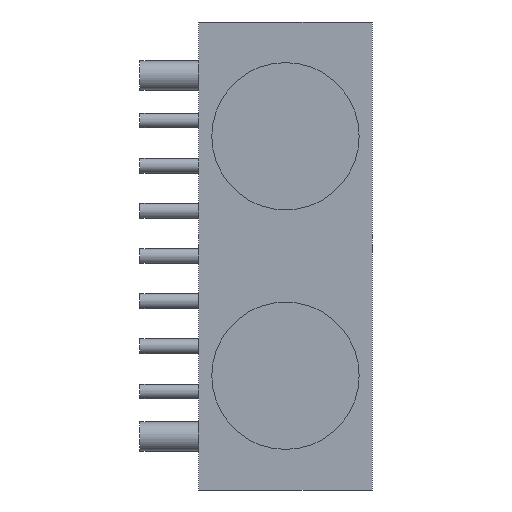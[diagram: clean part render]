
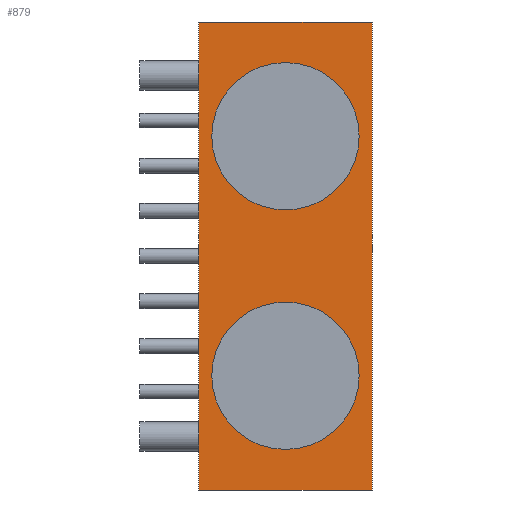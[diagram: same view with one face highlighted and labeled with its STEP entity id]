
A CAD part, front view. The second image highlights one B-rep face of the part: STEP entity #879.
In plain terms, the highlighted planar face has unit normal (0, -1, 0).
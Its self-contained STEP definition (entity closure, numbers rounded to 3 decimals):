
#14 = AXIS2_PLACEMENT_3D ( 'NONE', #474, #928, #193 ) ;
#15 = CIRCLE ( 'NONE', #1111, 3.5 ) ;
#26 = DIRECTION ( 'NONE',  ( 0., 0., 1. ) ) ;
#38 = CIRCLE ( 'NONE', #172, 3.5 ) ;
#57 = EDGE_LOOP ( 'NONE', ( #209, #204, #758, #591 ) ) ;
#63 = FACE_OUTER_BOUND ( 'NONE', #57, .T. ) ;
#67 = ORIENTED_EDGE ( 'NONE', *, *, #719, .F. ) ;
#99 = VECTOR ( 'NONE', #1190, 1000. ) ;
#106 = AXIS2_PLACEMENT_3D ( 'NONE', #688, #556, #26 ) ;
#133 = CARTESIAN_POINT ( 'NONE',  ( -4.7, -13.5, 12.7 ) ) ;
#163 = VERTEX_POINT ( 'NONE', #296 ) ;
#172 = AXIS2_PLACEMENT_3D ( 'NONE', #428, #766, #1392 ) ;
#174 = CARTESIAN_POINT ( 'NONE',  ( 4.7, -13.5, 12.7 ) ) ;
#179 = DIRECTION ( 'NONE',  ( 0., 1., 0. ) ) ;
#193 = DIRECTION ( 'NONE',  ( 0., 0., 1. ) ) ;
#204 = ORIENTED_EDGE ( 'NONE', *, *, #268, .F. ) ;
#209 = ORIENTED_EDGE ( 'NONE', *, *, #825, .T. ) ;
#227 = CARTESIAN_POINT ( 'NONE',  ( 4.7, -13.5, -12.7 ) ) ;
#238 = DIRECTION ( 'NONE',  ( 0., -1., 0. ) ) ;
#249 = CARTESIAN_POINT ( 'NONE',  ( 0., -13.5, -6.5 ) ) ;
#268 = EDGE_CURVE ( 'NONE', #1294, #537, #1078, .T. ) ;
#296 = CARTESIAN_POINT ( 'NONE',  ( 0., -13.5, 10. ) ) ;
#313 = EDGE_LOOP ( 'NONE', ( #1125, #67 ) ) ;
#360 = CARTESIAN_POINT ( 'NONE',  ( -4.7, -13.5, 12.7 ) ) ;
#366 = LINE ( 'NONE', #360, #618 ) ;
#428 = CARTESIAN_POINT ( 'NONE',  ( 0., -13.5, 6.5 ) ) ;
#444 = DIRECTION ( 'NONE',  ( 0., 0., -1. ) ) ;
#464 = CARTESIAN_POINT ( 'NONE',  ( -4.7, -13.5, -12.7 ) ) ;
#474 = CARTESIAN_POINT ( 'NONE',  ( 0., -13.5, 6.5 ) ) ;
#500 = VERTEX_POINT ( 'NONE', #1006 ) ;
#517 = VERTEX_POINT ( 'NONE', #1337 ) ;
#518 = CARTESIAN_POINT ( 'NONE',  ( 4.7, -13.5, -12.7 ) ) ;
#533 = CARTESIAN_POINT ( 'NONE',  ( 4.7, -13.5, 12.7 ) ) ;
#537 = VERTEX_POINT ( 'NONE', #464 ) ;
#556 = DIRECTION ( 'NONE',  ( 0., -1., 0. ) ) ;
#572 = EDGE_CURVE ( 'NONE', #163, #1068, #947, .T. ) ;
#591 = ORIENTED_EDGE ( 'NONE', *, *, #692, .T. ) ;
#608 = DIRECTION ( 'NONE',  ( 0., 0., 1. ) ) ;
#618 = VECTOR ( 'NONE', #1245, 1000. ) ;
#668 = DIRECTION ( 'NONE',  ( 0., 0., 1. ) ) ;
#688 = CARTESIAN_POINT ( 'NONE',  ( 0., -13.5, -6.5 ) ) ;
#692 = EDGE_CURVE ( 'NONE', #517, #1176, #978, .T. ) ;
#719 = EDGE_CURVE ( 'NONE', #1068, #163, #38, .T. ) ;
#758 = ORIENTED_EDGE ( 'NONE', *, *, #1146, .F. ) ;
#766 = DIRECTION ( 'NONE',  ( 0., -1., 0. ) ) ;
#773 = DIRECTION ( 'NONE',  ( -1., 0., 0. ) ) ;
#778 = CARTESIAN_POINT ( 'NONE',  ( 0., -13.5, 3. ) ) ;
#783 = CARTESIAN_POINT ( 'NONE',  ( 4.7, -13.5, 12.7 ) ) ;
#790 = AXIS2_PLACEMENT_3D ( 'NONE', #174, #179, #608 ) ;
#825 = EDGE_CURVE ( 'NONE', #1176, #537, #366, .T. ) ;
#849 = EDGE_CURVE ( 'NONE', #1097, #500, #15, .T. ) ;
#879 = ADVANCED_FACE ( 'NONE', ( #1379, #1371, #63 ), #1046, .F. ) ;
#928 = DIRECTION ( 'NONE',  ( 0., -1., 0. ) ) ;
#947 = CIRCLE ( 'NONE', #14, 3.5 ) ;
#976 = CIRCLE ( 'NONE', #106, 3.5 ) ;
#978 = LINE ( 'NONE', #533, #1181 ) ;
#1006 = CARTESIAN_POINT ( 'NONE',  ( 0., -13.5, -3. ) ) ;
#1046 = PLANE ( 'NONE',  #790 ) ;
#1068 = VERTEX_POINT ( 'NONE', #778 ) ;
#1078 = LINE ( 'NONE', #518, #99 ) ;
#1090 = ORIENTED_EDGE ( 'NONE', *, *, #1286, .F. ) ;
#1097 = VERTEX_POINT ( 'NONE', #1321 ) ;
#1111 = AXIS2_PLACEMENT_3D ( 'NONE', #249, #238, #668 ) ;
#1125 = ORIENTED_EDGE ( 'NONE', *, *, #572, .F. ) ;
#1146 = EDGE_CURVE ( 'NONE', #517, #1294, #1177, .T. ) ;
#1176 = VERTEX_POINT ( 'NONE', #133 ) ;
#1177 = LINE ( 'NONE', #783, #1257 ) ;
#1181 = VECTOR ( 'NONE', #773, 1000. ) ;
#1190 = DIRECTION ( 'NONE',  ( -1., 0., 0. ) ) ;
#1223 = ORIENTED_EDGE ( 'NONE', *, *, #849, .F. ) ;
#1245 = DIRECTION ( 'NONE',  ( 0., 0., -1. ) ) ;
#1257 = VECTOR ( 'NONE', #444, 1000. ) ;
#1286 = EDGE_CURVE ( 'NONE', #500, #1097, #976, .T. ) ;
#1294 = VERTEX_POINT ( 'NONE', #227 ) ;
#1321 = CARTESIAN_POINT ( 'NONE',  ( 0., -13.5, -10. ) ) ;
#1337 = CARTESIAN_POINT ( 'NONE',  ( 4.7, -13.5, 12.7 ) ) ;
#1364 = EDGE_LOOP ( 'NONE', ( #1090, #1223 ) ) ;
#1371 = FACE_BOUND ( 'NONE', #313, .T. ) ;
#1379 = FACE_BOUND ( 'NONE', #1364, .T. ) ;
#1392 = DIRECTION ( 'NONE',  ( 0., 0., 1. ) ) ;
